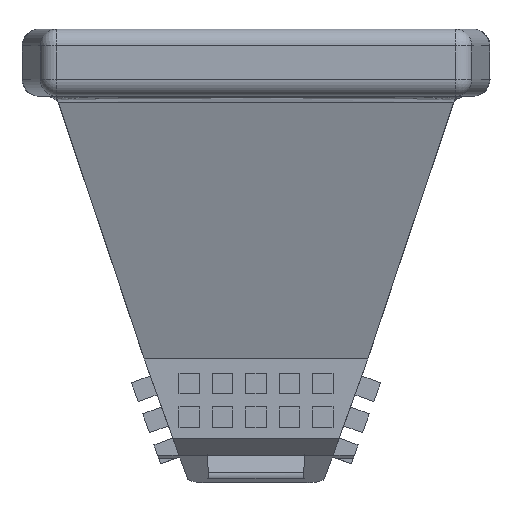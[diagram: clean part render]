
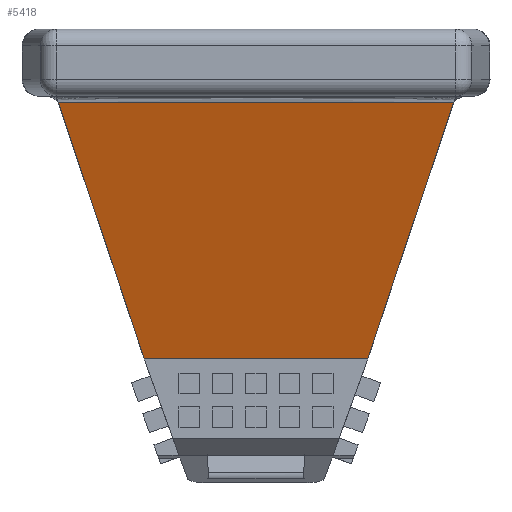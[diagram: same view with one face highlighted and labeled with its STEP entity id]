
A CAD part, front view. The second image highlights one B-rep face of the part: STEP entity #5418.
In plain terms, the highlighted planar face has unit normal (0, -0.954, -0.299).
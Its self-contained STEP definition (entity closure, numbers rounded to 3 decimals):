
#184=FACE_OUTER_BOUND('',#499,.T.);
#499=EDGE_LOOP('',(#3654,#3655,#3656,#3657));
#887=LINE('',#7761,#1564);
#906=LINE('',#7839,#1583);
#907=LINE('',#7841,#1584);
#908=LINE('',#7842,#1585);
#1564=VECTOR('',#6202,10.);
#1583=VECTOR('',#6243,10.);
#1584=VECTOR('',#6244,10.);
#1585=VECTOR('',#6245,10.);
#2282=VERTEX_POINT('',#7759);
#2283=VERTEX_POINT('',#7760);
#2297=VERTEX_POINT('',#7838);
#2298=VERTEX_POINT('',#7840);
#2803=EDGE_CURVE('',#2282,#2283,#887,.T.);
#2827=EDGE_CURVE('',#2297,#2282,#906,.T.);
#2828=EDGE_CURVE('',#2297,#2298,#907,.T.);
#2829=EDGE_CURVE('',#2283,#2298,#908,.T.);
#3654=ORIENTED_EDGE('',*,*,#2803,.F.);
#3655=ORIENTED_EDGE('',*,*,#2827,.F.);
#3656=ORIENTED_EDGE('',*,*,#2828,.T.);
#3657=ORIENTED_EDGE('',*,*,#2829,.F.);
#5158=PLANE('',#5763);
#5418=ADVANCED_FACE('',(#184),#5158,.F.);
#5763=AXIS2_PLACEMENT_3D('',#7837,#6241,#6242);
#6202=DIRECTION('',(1.,0.,0.));
#6241=DIRECTION('center_axis',(0.,0.954,
0.299));
#6242=DIRECTION('ref_axis',(0.,0.299,-0.954));
#6243=DIRECTION('',(-0.305,-0.285,0.909));
#6244=DIRECTION('',(1.,0.,0.));
#6245=DIRECTION('',(-0.305,0.285,-0.909));
#7759=CARTESIAN_POINT('',(-5.901,-2.9,-7.453));
#7760=CARTESIAN_POINT('',(5.901,-2.9,-7.453));
#7761=CARTESIAN_POINT('',(5.462,-2.9,-7.453));
#7837=CARTESIAN_POINT('Origin',(6.35,-2.9,-7.453));
#7838=CARTESIAN_POINT('',(-3.337,-0.5,-15.1));
#7839=CARTESIAN_POINT('',(-5.413,-2.443,-8.91));
#7840=CARTESIAN_POINT('',(3.337,-0.5,-15.1));
#7841=CARTESIAN_POINT('',(1.669,-0.5,-15.1));
#7842=CARTESIAN_POINT('',(6.002,-2.995,-7.152));
